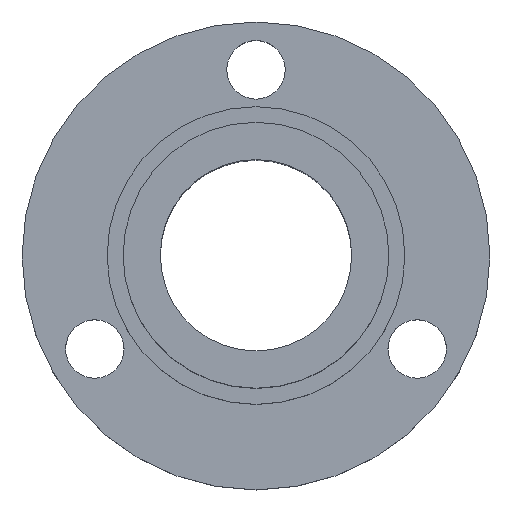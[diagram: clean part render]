
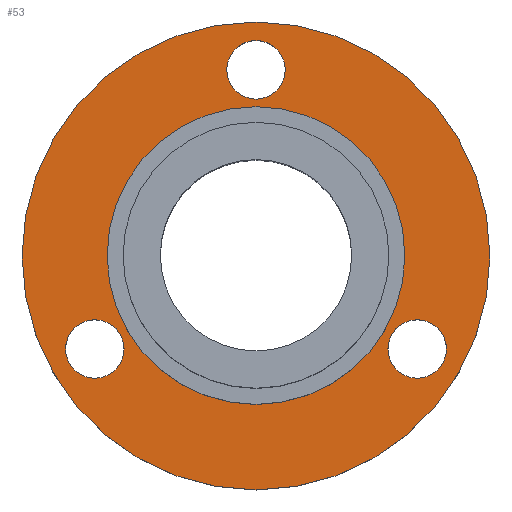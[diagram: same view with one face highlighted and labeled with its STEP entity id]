
A CAD part, top view. The second image highlights one B-rep face of the part: STEP entity #53.
In plain terms, the highlighted planar face has unit normal (0, 0, 1).
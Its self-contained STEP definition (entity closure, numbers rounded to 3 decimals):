
#53=ADVANCED_FACE('',(#170,#172,#174,#176,#178),#180,.F.);
#170=FACE_BOUND('',#171,.T.);
#171=EDGE_LOOP('',(#299));
#172=FACE_BOUND('',#173,.T.);
#173=EDGE_LOOP('',(#300));
#174=FACE_BOUND('',#175,.T.);
#175=EDGE_LOOP('',(#301));
#176=FACE_BOUND('',#177,.T.);
#177=EDGE_LOOP('',(#302));
#178=FACE_BOUND('',#179,.T.);
#179=EDGE_LOOP('',(#303));
#180=PLANE('',#181);
#181=AXIS2_PLACEMENT_3D('',#182,#183,#184);
#182=CARTESIAN_POINT('',(0.,0.,3.));
#183=DIRECTION('',(0.,0.,-1.));
#184=DIRECTION('',(-1.,0.,0.));
#299=ORIENTED_EDGE('',*,*,#331,.F.);
#300=ORIENTED_EDGE('',*,*,#332,.T.);
#301=ORIENTED_EDGE('',*,*,#333,.T.);
#302=ORIENTED_EDGE('',*,*,#334,.T.);
#303=ORIENTED_EDGE('',*,*,#335,.T.);
#331=EDGE_CURVE('',#347,#347,#348,.T.);
#332=EDGE_CURVE('',#349,#349,#350,.T.);
#333=EDGE_CURVE('',#351,#351,#352,.T.);
#334=EDGE_CURVE('',#353,#353,#354,.T.);
#335=EDGE_CURVE('',#355,#355,#356,.F.);
#347=VERTEX_POINT('',#379);
#348=CIRCLE('',#380,22.);
#349=VERTEX_POINT('',#384);
#350=CIRCLE('',#385,2.75);
#351=VERTEX_POINT('',#389);
#352=CIRCLE('',#390,2.75);
#353=VERTEX_POINT('',#394);
#354=CIRCLE('',#395,2.75);
#355=VERTEX_POINT('',#399);
#356=CIRCLE('',#400,12.5);
#379=CARTESIAN_POINT('',(-22.,0.,3.));
#380=AXIS2_PLACEMENT_3D('',#381,#382,#383);
#381=CARTESIAN_POINT('',(0.,0.,3.));
#382=DIRECTION('',(0.,0.,-1.));
#383=DIRECTION('',(-1.,0.,0.));
#384=CARTESIAN_POINT('',(17.537,-10.125,3.));
#385=AXIS2_PLACEMENT_3D('',#386,#387,#388);
#386=CARTESIAN_POINT('',(15.155,-8.75,3.));
#387=DIRECTION('',(0.,0.,-1.));
#388=DIRECTION('',(0.866,-0.5,0.));
#389=CARTESIAN_POINT('',(-17.537,-10.125,3.));
#390=AXIS2_PLACEMENT_3D('',#391,#392,#393);
#391=CARTESIAN_POINT('',(-15.155,-8.75,3.));
#392=DIRECTION('',(0.,0.,-1.));
#393=DIRECTION('',(-0.866,-0.5,0.));
#394=CARTESIAN_POINT('',(0.,20.25,3.));
#395=AXIS2_PLACEMENT_3D('',#396,#397,#398);
#396=CARTESIAN_POINT('',(0.,17.5,3.));
#397=DIRECTION('',(0.,0.,-1.));
#398=DIRECTION('',(0.,1.,0.));
#399=CARTESIAN_POINT('',(-12.5,0.,3.));
#400=AXIS2_PLACEMENT_3D('',#401,#402,#403);
#401=CARTESIAN_POINT('',(0.,0.,3.));
#402=DIRECTION('',(0.,0.,1.));
#403=DIRECTION('',(-1.,0.,0.));
